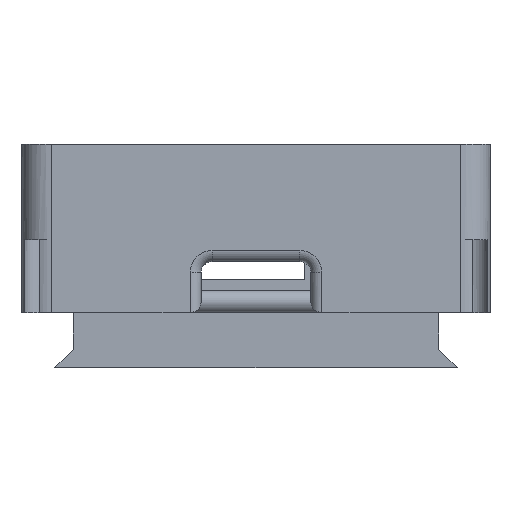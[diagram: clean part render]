
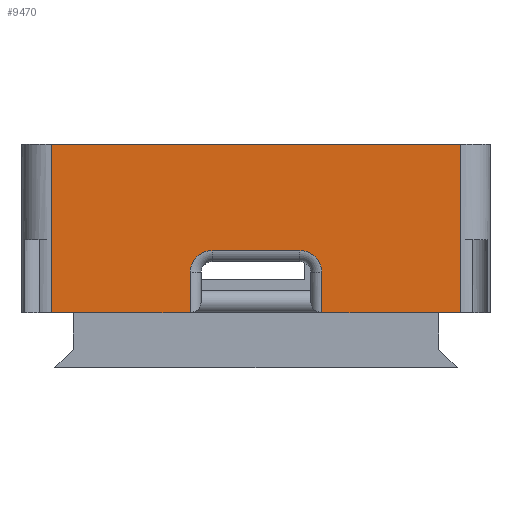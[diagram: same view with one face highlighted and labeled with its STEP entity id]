
A CAD part, left-side view. The second image highlights one B-rep face of the part: STEP entity #9470.
In plain terms, the highlighted planar face has unit normal (-1, 0, 0).
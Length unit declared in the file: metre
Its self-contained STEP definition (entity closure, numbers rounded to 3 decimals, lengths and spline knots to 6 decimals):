
#149=LINE('',#12991,#1384);
#153=LINE('',#13023,#1388);
#187=LINE('',#13208,#1422);
#215=LINE('',#13312,#1450);
#216=LINE('',#13316,#1451);
#217=LINE('',#13320,#1452);
#218=LINE('',#13321,#1453);
#219=LINE('',#13322,#1454);
#1384=VECTOR('',#10591,1.);
#1388=VECTOR('',#10619,1.);
#1422=VECTOR('',#10669,1.);
#1450=VECTOR('',#10749,1.);
#1451=VECTOR('',#10752,1.);
#1452=VECTOR('',#10755,1.);
#1453=VECTOR('',#10756,1.);
#1454=VECTOR('',#10757,1.);
#2763=ORIENTED_EDGE('',*,*,#5402,.T.);
#2764=ORIENTED_EDGE('',*,*,#5537,.T.);
#2765=ORIENTED_EDGE('',*,*,#5538,.F.);
#2766=ORIENTED_EDGE('',*,*,#5539,.T.);
#2767=ORIENTED_EDGE('',*,*,#5540,.F.);
#2768=ORIENTED_EDGE('',*,*,#5541,.T.);
#2769=ORIENTED_EDGE('',*,*,#5418,.T.);
#2770=ORIENTED_EDGE('',*,*,#5542,.T.);
#2771=ORIENTED_EDGE('',*,*,#5485,.F.);
#2772=ORIENTED_EDGE('',*,*,#5543,.T.);
#5402=EDGE_CURVE('',#6793,#6792,#149,.T.);
#5418=EDGE_CURVE('',#6809,#6808,#153,.T.);
#5485=EDGE_CURVE('',#6870,#6871,#187,.T.);
#5537=EDGE_CURVE('',#6792,#6921,#215,.F.);
#5538=EDGE_CURVE('',#6922,#6921,#7758,.T.);
#5539=EDGE_CURVE('',#6922,#6923,#216,.T.);
#5540=EDGE_CURVE('',#6924,#6923,#7759,.T.);
#5541=EDGE_CURVE('',#6924,#6809,#217,.T.);
#5542=EDGE_CURVE('',#6808,#6871,#218,.T.);
#5543=EDGE_CURVE('',#6870,#6793,#219,.F.);
#6792=VERTEX_POINT('',#12990);
#6793=VERTEX_POINT('',#12992);
#6808=VERTEX_POINT('',#13022);
#6809=VERTEX_POINT('',#13024);
#6870=VERTEX_POINT('',#13207);
#6871=VERTEX_POINT('',#13209);
#6921=VERTEX_POINT('',#13313);
#6922=VERTEX_POINT('',#13315);
#6923=VERTEX_POINT('',#13317);
#6924=VERTEX_POINT('',#13319);
#7758=CIRCLE('',#10046,0.003);
#7759=CIRCLE('',#10047,0.003);
#7816=EDGE_LOOP('',(#2763,#2764,#2765,#2766,#2767,#2768,#2769,#2770,#2771,
#2772));
#8422=FACE_BOUND('',#7816,.T.);
#9018=PLANE('',#10045);
#9470=ADVANCED_FACE('',(#8422),#9018,.T.);
#10045=AXIS2_PLACEMENT_3D('',#13311,#10747,#10748);
#10046=AXIS2_PLACEMENT_3D('',#13314,#10750,#10751);
#10047=AXIS2_PLACEMENT_3D('',#13318,#10753,#10754);
#10591=DIRECTION('',(0.,-1.,0.));
#10619=DIRECTION('',(0.,-1.,0.));
#10669=DIRECTION('',(0.,-1.,0.));
#10747=DIRECTION('',(-1.,0.,0.));
#10748=DIRECTION('',(0.,-1.,0.));
#10749=DIRECTION('',(0.,0.,-1.));
#10750=DIRECTION('',(-1.,0.,0.));
#10751=DIRECTION('',(0.,-1.,0.));
#10752=DIRECTION('',(0.,-1.,0.));
#10753=DIRECTION('',(-1.,0.,0.));
#10754=DIRECTION('',(0.,-1.,0.));
#10755=DIRECTION('',(0.,0.,-1.));
#10756=DIRECTION('',(0.,0.,1.));
#10757=DIRECTION('',(0.,0.,1.));
#12990=CARTESIAN_POINT('',(-0.0465,0.009,-0.003));
#12991=CARTESIAN_POINT('',(-0.0465,0.,-0.003));
#12992=CARTESIAN_POINT('',(-0.0465,0.028,-0.003));
#13022=CARTESIAN_POINT('',(-0.0465,-0.028,-0.003));
#13023=CARTESIAN_POINT('',(-0.0465,0.,-0.003));
#13024=CARTESIAN_POINT('',(-0.0465,-0.009,-0.003));
#13207=CARTESIAN_POINT('',(-0.0465,0.028,0.02));
#13208=CARTESIAN_POINT('',(-0.0465,0.,0.02));
#13209=CARTESIAN_POINT('',(-0.0465,-0.028,0.02));
#13311=CARTESIAN_POINT('',(-0.0465,0.,-0.003));
#13312=CARTESIAN_POINT('',(-0.0465,0.009,0.004));
#13313=CARTESIAN_POINT('',(-0.0465,0.009,0.0025));
#13314=CARTESIAN_POINT('',(-0.0465,0.006,0.0025));
#13315=CARTESIAN_POINT('',(-0.0465,0.006,0.0055));
#13316=CARTESIAN_POINT('',(-0.0465,0.,0.0055));
#13317=CARTESIAN_POINT('',(-0.0465,-0.006,0.0055));
#13318=CARTESIAN_POINT('',(-0.0465,-0.006,0.0025));
#13319=CARTESIAN_POINT('',(-0.0465,-0.009,0.0025));
#13320=CARTESIAN_POINT('',(-0.0465,-0.009,-0.003));
#13321=CARTESIAN_POINT('',(-0.0465,-0.028,-0.003));
#13322=CARTESIAN_POINT('',(-0.0465,0.028,-0.003));
